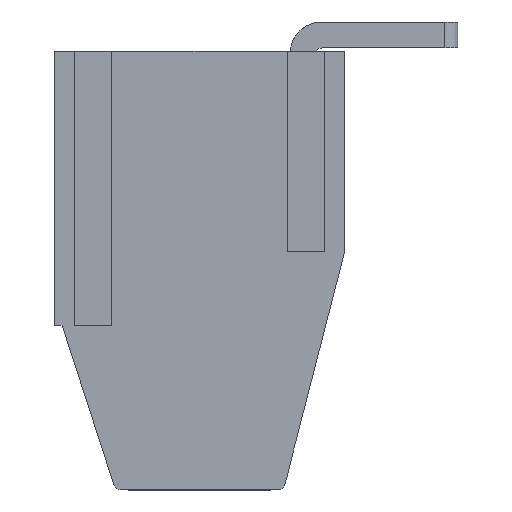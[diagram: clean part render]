
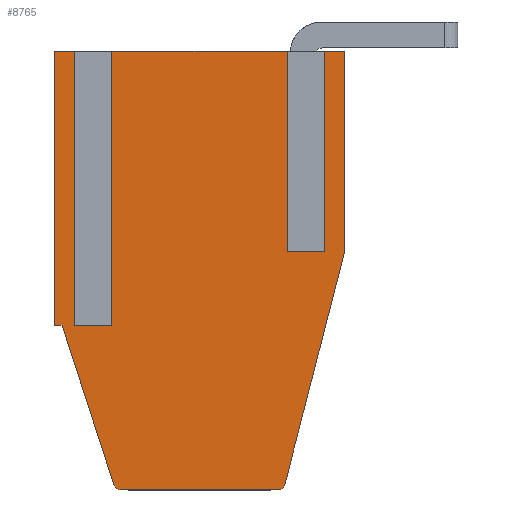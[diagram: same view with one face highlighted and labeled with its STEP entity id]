
A CAD part, front view. The second image highlights one B-rep face of the part: STEP entity #8765.
In plain terms, the highlighted free-form (B-spline) face has degree [1, 1] with [2, 2] control points.
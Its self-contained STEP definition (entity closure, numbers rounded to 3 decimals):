
#116=CARTESIAN_POINT('',(9.,-2.5,0.));
#117=VERTEX_POINT('',#116);
#123=CARTESIAN_POINT('',(9.,-2.5,-6.2));
#124=VERTEX_POINT('',#123);
#125=CARTESIAN_POINT('',(9.,-2.5,-6.2));
#126=CARTESIAN_POINT('',(9.,-2.5,0.));
#127=B_SPLINE_CURVE_WITH_KNOTS('',1,(#125,#126),.POLYLINE_FORM.,.F.,.U.,(2,2),(0.,1.),.UNSPECIFIED.);
#128=EDGE_CURVE('',#124,#117,#127,.T.);
#203=CARTESIAN_POINT('',(7.139,-2.5,-13.45));
#204=VERTEX_POINT('',#203);
#205=CARTESIAN_POINT('',(7.139,-2.5,-13.45));
#206=CARTESIAN_POINT('',(9.,-2.5,-6.2));
#207=B_SPLINE_CURVE_WITH_KNOTS('',1,(#205,#206),.POLYLINE_FORM.,.F.,.U.,(2,2),(0.,1.),.UNSPECIFIED.);
#208=EDGE_CURVE('',#204,#124,#207,.T.);
#234=CARTESIAN_POINT('',(6.945,-2.5,-13.6));
#235=VERTEX_POINT('',#234);
#236=CARTESIAN_POINT('',(6.945,-2.5,-13.6));
#237=CARTESIAN_POINT('',(7.1,-2.5,-13.6));
#238=CARTESIAN_POINT('',(7.139,-2.5,-13.45));
#239=(BOUNDED_CURVE()B_SPLINE_CURVE(2,(#236,#237,#238),.CIRCULAR_ARC.,.F.,.U.)B_SPLINE_CURVE_WITH_KNOTS((3,3),(0.,1.),.UNSPECIFIED.)CURVE()GEOMETRIC_REPRESENTATION_ITEM()RATIONAL_B_SPLINE_CURVE((1.,0.79,1.))REPRESENTATION_ITEM(''));
#240=EDGE_CURVE('',#235,#204,#239,.T.);
#2086=CARTESIAN_POINT('',(0.,-2.5,0.));
#2087=VERTEX_POINT('',#2086);
#2093=CARTESIAN_POINT('',(0.87,-2.5,0.));
#2094=VERTEX_POINT('',#2093);
#2095=CARTESIAN_POINT('',(0.87,-2.5,0.));
#2096=CARTESIAN_POINT('',(0.,-2.5,0.));
#2097=B_SPLINE_CURVE_WITH_KNOTS('',1,(#2095,#2096),.POLYLINE_FORM.,.F.,.U.,(2,2),(0.,1.),.UNSPECIFIED.);
#2098=EDGE_CURVE('',#2094,#2087,#2097,.T.);
#2114=CARTESIAN_POINT('',(1.53,-2.5,0.));
#2115=VERTEX_POINT('',#2114);
#2121=CARTESIAN_POINT('',(7.47,-2.5,0.));
#2122=VERTEX_POINT('',#2121);
#2123=CARTESIAN_POINT('',(7.47,-2.5,0.));
#2124=CARTESIAN_POINT('',(1.53,-2.5,0.));
#2125=B_SPLINE_CURVE_WITH_KNOTS('',1,(#2123,#2124),.POLYLINE_FORM.,.F.,.U.,(2,2),(0.,1.),.UNSPECIFIED.);
#2126=EDGE_CURVE('',#2122,#2115,#2125,.T.);
#2142=CARTESIAN_POINT('',(8.13,-2.5,0.));
#2143=VERTEX_POINT('',#2142);
#2149=CARTESIAN_POINT('',(9.,-2.5,0.));
#2150=CARTESIAN_POINT('',(8.13,-2.5,0.));
#2151=B_SPLINE_CURVE_WITH_KNOTS('',1,(#2149,#2150),.POLYLINE_FORM.,.F.,.U.,(2,2),(0.,1.),.UNSPECIFIED.);
#2152=EDGE_CURVE('',#117,#2143,#2151,.T.);
#2382=CARTESIAN_POINT('',(2.045,-2.5,-13.6));
#2383=VERTEX_POINT('',#2382);
#2389=CARTESIAN_POINT('',(1.855,-2.5,-13.462));
#2390=VERTEX_POINT('',#2389);
#2391=CARTESIAN_POINT('',(1.855,-2.5,-13.462));
#2392=CARTESIAN_POINT('',(1.9,-2.5,-13.6));
#2393=CARTESIAN_POINT('',(2.045,-2.5,-13.6));
#2394=(BOUNDED_CURVE()B_SPLINE_CURVE(2,(#2391,#2392,#2393),.CIRCULAR_ARC.,.F.,.U.)B_SPLINE_CURVE_WITH_KNOTS((3,3),(0.,1.),.UNSPECIFIED.)CURVE()GEOMETRIC_REPRESENTATION_ITEM()RATIONAL_B_SPLINE_CURVE((1.,0.809,1.))REPRESENTATION_ITEM(''));
#2395=EDGE_CURVE('',#2390,#2383,#2394,.T.);
#2755=CARTESIAN_POINT('',(0.243,-2.5,-8.5));
#2756=VERTEX_POINT('',#2755);
#2757=CARTESIAN_POINT('',(0.243,-2.5,-8.5));
#2758=CARTESIAN_POINT('',(1.855,-2.5,-13.462));
#2759=B_SPLINE_CURVE_WITH_KNOTS('',1,(#2757,#2758),.POLYLINE_FORM.,.F.,.U.,(2,2),(0.,1.),.UNSPECIFIED.);
#2760=EDGE_CURVE('',#2756,#2390,#2759,.T.);
#2777=CARTESIAN_POINT('',(0.,-2.5,-8.5));
#2778=VERTEX_POINT('',#2777);
#2779=CARTESIAN_POINT('',(0.,-2.5,-8.5));
#2780=CARTESIAN_POINT('',(0.243,-2.5,-8.5));
#2781=B_SPLINE_CURVE_WITH_KNOTS('',1,(#2779,#2780),.POLYLINE_FORM.,.F.,.U.,(2,2),(0.,1.),.UNSPECIFIED.);
#2782=EDGE_CURVE('',#2778,#2756,#2781,.T.);
#2799=CARTESIAN_POINT('',(0.,-2.5,0.));
#2800=CARTESIAN_POINT('',(0.,-2.5,-8.5));
#2801=B_SPLINE_CURVE_WITH_KNOTS('',1,(#2799,#2800),.POLYLINE_FORM.,.F.,.U.,(2,2),(0.,1.),.UNSPECIFIED.);
#2802=EDGE_CURVE('',#2087,#2778,#2801,.T.);
#5222=CARTESIAN_POINT('',(7.47,-2.5,-6.2));
#5223=VERTEX_POINT('',#5222);
#5235=CARTESIAN_POINT('',(7.47,-2.5,-6.2));
#5236=CARTESIAN_POINT('',(7.47,-2.5,0.));
#5237=B_SPLINE_CURVE_WITH_KNOTS('',1,(#5235,#5236),.POLYLINE_FORM.,.F.,.U.,(2,2),(0.,1.),.UNSPECIFIED.);
#5238=EDGE_CURVE('',#5223,#2122,#5237,.T.);
#5272=CARTESIAN_POINT('',(8.13,-2.5,-6.2));
#5273=VERTEX_POINT('',#5272);
#5279=CARTESIAN_POINT('',(8.13,-2.5,0.));
#5280=CARTESIAN_POINT('',(8.13,-2.5,-6.2));
#5281=B_SPLINE_CURVE_WITH_KNOTS('',1,(#5279,#5280),.POLYLINE_FORM.,.F.,.U.,(2,2),(0.,1.),.UNSPECIFIED.);
#5282=EDGE_CURVE('',#2143,#5273,#5281,.T.);
#5316=CARTESIAN_POINT('',(0.87,-2.5,-8.5));
#5317=VERTEX_POINT('',#5316);
#5329=CARTESIAN_POINT('',(0.87,-2.5,-8.5));
#5330=CARTESIAN_POINT('',(0.87,-2.5,0.));
#5331=B_SPLINE_CURVE_WITH_KNOTS('',1,(#5329,#5330),.POLYLINE_FORM.,.F.,.U.,(2,2),(0.,1.),.UNSPECIFIED.);
#5332=EDGE_CURVE('',#5317,#2094,#5331,.T.);
#5366=CARTESIAN_POINT('',(1.53,-2.5,-8.5));
#5367=VERTEX_POINT('',#5366);
#5373=CARTESIAN_POINT('',(1.53,-2.5,0.));
#5374=CARTESIAN_POINT('',(1.53,-2.5,-8.5));
#5375=B_SPLINE_CURVE_WITH_KNOTS('',1,(#5373,#5374),.POLYLINE_FORM.,.F.,.U.,(2,2),(0.,1.),.UNSPECIFIED.);
#5376=EDGE_CURVE('',#2115,#5367,#5375,.T.);
#5405=CARTESIAN_POINT('',(8.13,-2.5,-6.2));
#5406=CARTESIAN_POINT('',(7.47,-2.5,-6.2));
#5407=B_SPLINE_CURVE_WITH_KNOTS('',1,(#5405,#5406),.POLYLINE_FORM.,.F.,.U.,(2,2),(0.,1.),.UNSPECIFIED.);
#5408=EDGE_CURVE('',#5273,#5223,#5407,.T.);
#5418=CARTESIAN_POINT('',(2.045,-2.5,-13.6));
#5419=CARTESIAN_POINT('',(6.945,-2.5,-13.6));
#5420=B_SPLINE_CURVE_WITH_KNOTS('',1,(#5418,#5419),.POLYLINE_FORM.,.F.,.U.,(2,2),(0.,1.),.UNSPECIFIED.);
#5421=EDGE_CURVE('',#2383,#235,#5420,.T.);
#5460=CARTESIAN_POINT('',(1.53,-2.5,-8.5));
#5461=CARTESIAN_POINT('',(0.87,-2.5,-8.5));
#5462=B_SPLINE_CURVE_WITH_KNOTS('',1,(#5460,#5461),.POLYLINE_FORM.,.F.,.U.,(2,2),(0.,1.),.UNSPECIFIED.);
#5463=EDGE_CURVE('',#5367,#5317,#5462,.T.);
#8741=CARTESIAN_POINT('',(-24.462,-2.5,-24.462));
#8742=CARTESIAN_POINT('',(-24.462,-2.5,24.462));
#8743=CARTESIAN_POINT('',(24.462,-2.5,-24.462));
#8744=CARTESIAN_POINT('',(24.462,-2.5,24.462));
#8745=B_SPLINE_SURFACE_WITH_KNOTS('',1,1,((#8741,#8742),(#8743,#8744)),.PLANE_SURF.,.F.,.F.,.U.,(2,2),(2,2),(0.,1.),(0.,1.),.UNSPECIFIED.);
#8746=ORIENTED_EDGE('',*,*,#5463,.T.);
#8747=ORIENTED_EDGE('',*,*,#5332,.T.);
#8748=ORIENTED_EDGE('',*,*,#2098,.T.);
#8749=ORIENTED_EDGE('',*,*,#2802,.T.);
#8750=ORIENTED_EDGE('',*,*,#2782,.T.);
#8751=ORIENTED_EDGE('',*,*,#2760,.T.);
#8752=ORIENTED_EDGE('',*,*,#2395,.T.);
#8753=ORIENTED_EDGE('',*,*,#5421,.T.);
#8754=ORIENTED_EDGE('',*,*,#240,.T.);
#8755=ORIENTED_EDGE('',*,*,#208,.T.);
#8756=ORIENTED_EDGE('',*,*,#128,.T.);
#8757=ORIENTED_EDGE('',*,*,#2152,.T.);
#8758=ORIENTED_EDGE('',*,*,#5282,.T.);
#8759=ORIENTED_EDGE('',*,*,#5408,.T.);
#8760=ORIENTED_EDGE('',*,*,#5238,.T.);
#8761=ORIENTED_EDGE('',*,*,#2126,.T.);
#8762=ORIENTED_EDGE('',*,*,#5376,.T.);
#8763=EDGE_LOOP('',(#8746,#8747,#8748,#8749,#8750,#8751,#8752,#8753,#8754,#8755,#8756,#8757,#8758,#8759,#8760,#8761,#8762));
#8764=FACE_OUTER_BOUND('',#8763,.T.);
#8765=ADVANCED_FACE('',(#8764),#8745,.T.);
